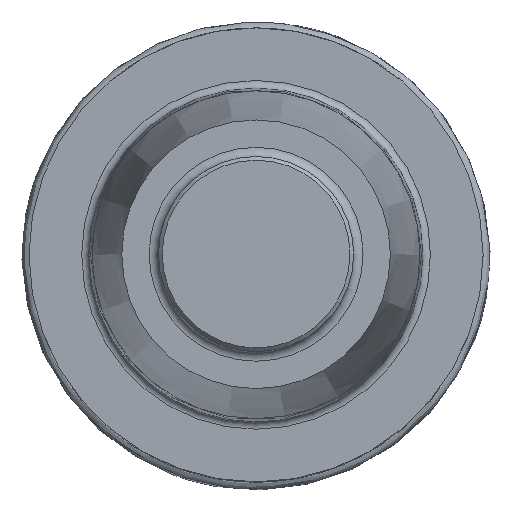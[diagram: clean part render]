
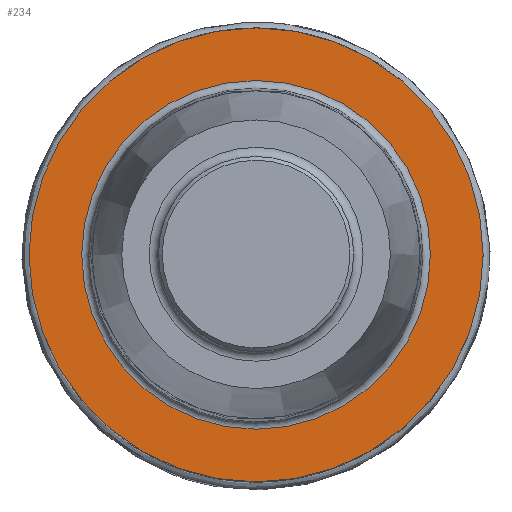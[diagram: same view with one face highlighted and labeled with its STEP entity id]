
A CAD part, top view. The second image highlights one B-rep face of the part: STEP entity #234.
In plain terms, the highlighted planar face has unit normal (0, 0, 1).
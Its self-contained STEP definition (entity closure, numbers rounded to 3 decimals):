
#197=FACE_BOUND('',#320,.T.);
#198=FACE_BOUND('',#321,.T.);
#234=ADVANCED_FACE('',(#197,#198),#258,.F.);
#258=PLANE('',#720);
#320=EDGE_LOOP('',(#402));
#321=EDGE_LOOP('',(#403));
#402=ORIENTED_EDGE('',*,*,#532,.T.);
#403=ORIENTED_EDGE('',*,*,#531,.F.);
#486=VERTEX_POINT('',#1166);
#487=VERTEX_POINT('',#1169);
#531=EDGE_CURVE('',#486,#486,#571,.T.);
#532=EDGE_CURVE('',#487,#487,#572,.T.);
#571=CIRCLE('',#717,12.1);
#572=CIRCLE('',#719,9.292);
#717=AXIS2_PLACEMENT_3D('',#1165,#854,#855);
#719=AXIS2_PLACEMENT_3D('',#1168,#858,#859);
#720=AXIS2_PLACEMENT_3D('',#1170,#860,#861);
#854=DIRECTION('',(0.,0.,-1.));
#855=DIRECTION('',(-1.,0.,0.));
#858=DIRECTION('',(0.,0.,-1.));
#859=DIRECTION('',(-1.,0.,0.));
#860=DIRECTION('',(0.,0.,-1.));
#861=DIRECTION('',(-1.,0.,0.));
#1165=CARTESIAN_POINT('',(0.,0.,0.));
#1166=CARTESIAN_POINT('',(-12.1,0.,0.));
#1168=CARTESIAN_POINT('',(0.,0.,0.));
#1169=CARTESIAN_POINT('',(-9.292,0.,0.));
#1170=CARTESIAN_POINT('',(-8.907,0.,0.));
